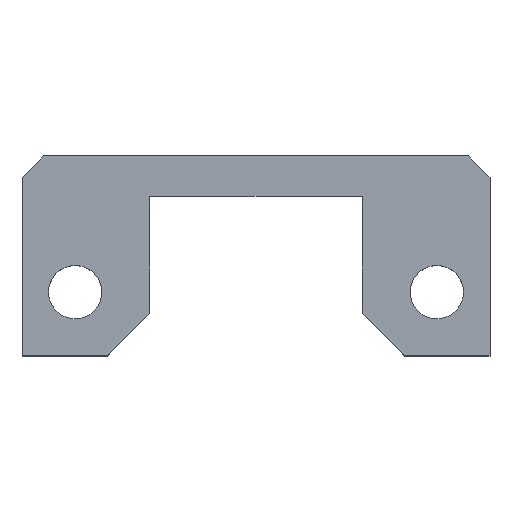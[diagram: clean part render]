
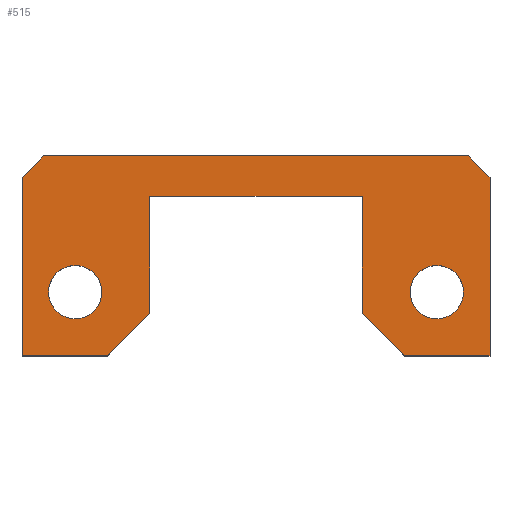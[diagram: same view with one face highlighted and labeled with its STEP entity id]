
A CAD part, top view. The second image highlights one B-rep face of the part: STEP entity #515.
In plain terms, the highlighted planar face has unit normal (0, 0, 1).
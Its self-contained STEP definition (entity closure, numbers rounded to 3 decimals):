
#165 = VERTEX_POINT('',#166);
#166 = CARTESIAN_POINT('',(11.,5.4,2.5));
#172 = EDGE_CURVE('',#165,#173,#175,.T.);
#173 = VERTEX_POINT('',#174);
#174 = CARTESIAN_POINT('',(11.,-3.,2.5));
#175 = LINE('',#176,#177);
#176 = CARTESIAN_POINT('',(11.,6.4,2.5));
#177 = VECTOR('',#178,1.);
#178 = DIRECTION('',(0.,-1.,0.));
#196 = EDGE_CURVE('',#165,#197,#199,.T.);
#197 = VERTEX_POINT('',#198);
#198 = CARTESIAN_POINT('',(10.,6.4,2.5));
#199 = LINE('',#200,#201);
#200 = CARTESIAN_POINT('',(8.819,7.581,2.5));
#201 = VECTOR('',#202,1.);
#202 = DIRECTION('',(-0.707,0.707,0.));
#220 = EDGE_CURVE('',#173,#221,#223,.T.);
#221 = VERTEX_POINT('',#222);
#222 = CARTESIAN_POINT('',(7.,-3.,2.5));
#223 = LINE('',#224,#225);
#224 = CARTESIAN_POINT('',(11.,-3.,2.5));
#225 = VECTOR('',#226,1.);
#226 = DIRECTION('',(-1.,0.,0.));
#244 = VERTEX_POINT('',#245);
#245 = CARTESIAN_POINT('',(-10.,6.4,2.5));
#251 = EDGE_CURVE('',#244,#197,#252,.T.);
#252 = LINE('',#253,#254);
#253 = CARTESIAN_POINT('',(-11.,6.4,2.5));
#254 = VECTOR('',#255,1.);
#255 = DIRECTION('',(1.,0.,0.));
#268 = EDGE_CURVE('',#221,#269,#271,.T.);
#269 = VERTEX_POINT('',#270);
#270 = CARTESIAN_POINT('',(5.,-1.,2.5));
#271 = LINE('',#272,#273);
#272 = CARTESIAN_POINT('',(3.469,0.531,2.5));
#273 = VECTOR('',#274,1.);
#274 = DIRECTION('',(-0.707,0.707,0.));
#292 = EDGE_CURVE('',#244,#293,#295,.T.);
#293 = VERTEX_POINT('',#294);
#294 = CARTESIAN_POINT('',(-11.,5.4,2.5));
#295 = LINE('',#296,#297);
#296 = CARTESIAN_POINT('',(-8.819,7.581,2.5));
#297 = VECTOR('',#298,1.);
#298 = DIRECTION('',(-0.707,-0.707,0.));
#317 = VERTEX_POINT('',#318);
#318 = CARTESIAN_POINT('',(5.,4.5,2.5));
#333 = EDGE_CURVE('',#269,#317,#334,.T.);
#334 = LINE('',#335,#336);
#335 = CARTESIAN_POINT('',(5.,-3.,2.5));
#336 = VECTOR('',#337,1.);
#337 = DIRECTION('',(0.,1.,0.));
#349 = VERTEX_POINT('',#350);
#350 = CARTESIAN_POINT('',(-11.,-3.,2.5));
#356 = EDGE_CURVE('',#349,#293,#357,.T.);
#357 = LINE('',#358,#359);
#358 = CARTESIAN_POINT('',(-11.,-3.,2.5));
#359 = VECTOR('',#360,1.);
#360 = DIRECTION('',(0.,1.,0.));
#373 = VERTEX_POINT('',#374);
#374 = CARTESIAN_POINT('',(-7.,-3.,2.5));
#380 = EDGE_CURVE('',#373,#349,#381,.T.);
#381 = LINE('',#382,#383);
#382 = CARTESIAN_POINT('',(-5.,-3.,2.5));
#383 = VECTOR('',#384,1.);
#384 = DIRECTION('',(-1.,0.,0.));
#421 = VERTEX_POINT('',#422);
#422 = CARTESIAN_POINT('',(-5.,-1.,2.5));
#428 = EDGE_CURVE('',#421,#373,#429,.T.);
#429 = LINE('',#430,#431);
#430 = CARTESIAN_POINT('',(-3.469,0.531,2.5));
#431 = VECTOR('',#432,1.);
#432 = DIRECTION('',(-0.707,-0.707,0.));
#444 = VERTEX_POINT('',#445);
#445 = CARTESIAN_POINT('',(-5.,4.5,2.5));
#451 = EDGE_CURVE('',#444,#421,#452,.T.);
#452 = LINE('',#453,#454);
#453 = CARTESIAN_POINT('',(-5.,4.5,2.5));
#454 = VECTOR('',#455,1.);
#455 = DIRECTION('',(0.,-1.,0.));
#470 = VERTEX_POINT('',#471);
#471 = CARTESIAN_POINT('',(9.75,0.,2.5));
#477 = EDGE_CURVE('',#470,#470,#478,.T.);
#478 = CIRCLE('',#479,1.25);
#479 = AXIS2_PLACEMENT_3D('',#480,#481,#482);
#480 = CARTESIAN_POINT('',(8.5,0.,2.5));
#481 = DIRECTION('',(0.,0.,1.));
#482 = DIRECTION('',(1.,0.,0.));
#495 = VERTEX_POINT('',#496);
#496 = CARTESIAN_POINT('',(-7.25,0.,2.5));
#502 = EDGE_CURVE('',#495,#495,#503,.T.);
#503 = CIRCLE('',#504,1.25);
#504 = AXIS2_PLACEMENT_3D('',#505,#506,#507);
#505 = CARTESIAN_POINT('',(-8.5,0.,2.5));
#506 = DIRECTION('',(0.,0.,1.));
#507 = DIRECTION('',(1.,0.,0.));
#515 = ADVANCED_FACE('',(#516,#535,#538),#541,.T.);
#516 = FACE_BOUND('',#517,.T.);
#517 = EDGE_LOOP('',(#518,#519,#520,#521,#522,#523,#524,#525,#526,#532,
    #533,#534));
#518 = ORIENTED_EDGE('',*,*,#172,.F.);
#519 = ORIENTED_EDGE('',*,*,#196,.T.);
#520 = ORIENTED_EDGE('',*,*,#251,.F.);
#521 = ORIENTED_EDGE('',*,*,#292,.T.);
#522 = ORIENTED_EDGE('',*,*,#356,.F.);
#523 = ORIENTED_EDGE('',*,*,#380,.F.);
#524 = ORIENTED_EDGE('',*,*,#428,.F.);
#525 = ORIENTED_EDGE('',*,*,#451,.F.);
#526 = ORIENTED_EDGE('',*,*,#527,.F.);
#527 = EDGE_CURVE('',#317,#444,#528,.T.);
#528 = LINE('',#529,#530);
#529 = CARTESIAN_POINT('',(5.,4.5,2.5));
#530 = VECTOR('',#531,1.);
#531 = DIRECTION('',(-1.,0.,0.));
#532 = ORIENTED_EDGE('',*,*,#333,.F.);
#533 = ORIENTED_EDGE('',*,*,#268,.F.);
#534 = ORIENTED_EDGE('',*,*,#220,.F.);
#535 = FACE_BOUND('',#536,.F.);
#536 = EDGE_LOOP('',(#537));
#537 = ORIENTED_EDGE('',*,*,#477,.T.);
#538 = FACE_BOUND('',#539,.F.);
#539 = EDGE_LOOP('',(#540));
#540 = ORIENTED_EDGE('',*,*,#502,.T.);
#541 = PLANE('',#542);
#542 = AXIS2_PLACEMENT_3D('',#543,#544,#545);
#543 = CARTESIAN_POINT('',(0.,2.126,2.5));
#544 = DIRECTION('',(0.,0.,1.));
#545 = DIRECTION('',(1.,0.,0.));
